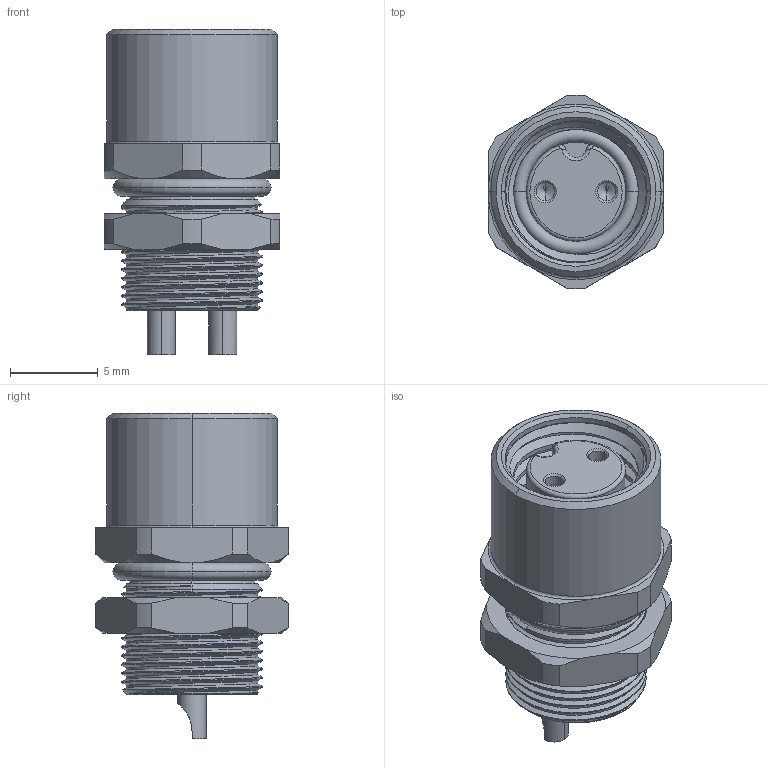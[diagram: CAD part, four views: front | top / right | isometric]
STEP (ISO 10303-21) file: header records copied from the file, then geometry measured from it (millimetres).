
FILE_DESCRIPTION((''),'2;1');
FILE_NAME('3P-K1322','2025-09-10T',('gongcheng16'),(''),'PRO/ENGINEER BY PARAMETRIC TECHNOLOGY CORPORATION, 2010280','PRO/ENGINEER BY PARAMETRIC TECHNOLOGY CORPORATION, 2010280','');
FILE_SCHEMA(('CONFIG_CONTROL_DESIGN'));
Length unit declared in the file: millimetre
Products named in the file (1): 3P-K1322
Bounding box: 10 x 10.99 x 18.5 mm (x, y, z)
Volume: 294.1 mm3; surface area: 2119.6 mm2
Topology: 1 solids, 8 shells, 364 faces, 886 edges, 555 vertices
Faces by surface type: cylinder 138, plane 116, cone 64, bspline 26, torus 20
Entity records: 17287 total; most frequent: CARTESIAN_POINT 8895, ORIENTED_EDGE 1756, DIRECTION 1704, EDGE_CURVE 878, AXIS2_PLACEMENT_3D 669, VERTEX_POINT 555, EDGE_LOOP 401, VECTOR 366
